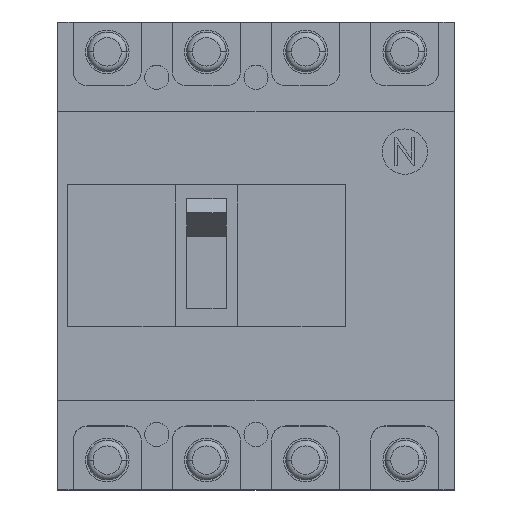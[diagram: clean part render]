
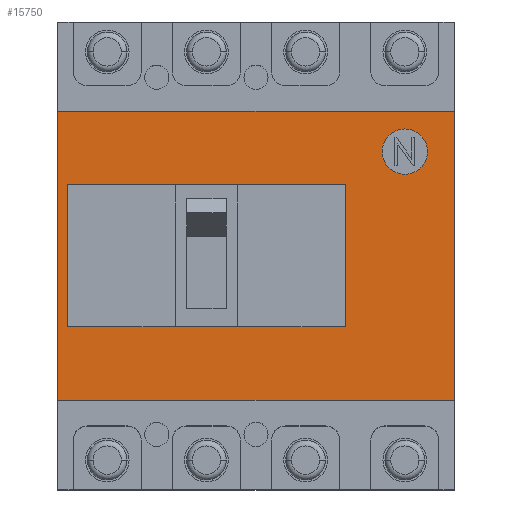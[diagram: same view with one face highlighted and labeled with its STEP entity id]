
A CAD part, top view. The second image highlights one B-rep face of the part: STEP entity #15750.
In plain terms, the highlighted planar face has unit normal (0, 0, 1).
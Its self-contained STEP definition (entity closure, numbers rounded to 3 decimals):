
#3320=CARTESIAN_POINT('',(87.5,51.,
-117.288));
#3330=DIRECTION('',(0.,-1.,0.));
#3340=VECTOR('',#3330,1.);
#3350=LINE('',#3320,#3340);
#3360=CARTESIAN_POINT('',(87.5,51.,
-117.288));
#3370=VERTEX_POINT('',#3360);
#3380=CARTESIAN_POINT('',(87.5,-51.,
-117.288));
#3390=VERTEX_POINT('',#3380);
#3400=EDGE_CURVE('',#3370,#3390,#3350,.T.);
#4080=CARTESIAN_POINT('',(-52.5,-51.,
-117.288));
#4090=VERTEX_POINT('',#4080);
#4580=CARTESIAN_POINT('',(-52.5,51.,
-117.288));
#4590=VERTEX_POINT('',#4580);
#4620=CARTESIAN_POINT('',(-52.5,0.,-117.288));
#4630=DIRECTION('',(0.,-1.,0.));
#4640=VECTOR('',#4630,1.);
#4650=LINE('',#4620,#4640);
#4660=EDGE_CURVE('',#4590,#4090,#4650,.T.);
#4840=CARTESIAN_POINT('',(0.,-51.,-117.288));
#4850=DIRECTION('',(-1.,0.,0.));
#4860=VECTOR('',#4850,1.);
#4870=LINE('',#4840,#4860);
#4880=EDGE_CURVE('',#3390,#4090,#4870,.T.);
#15040=CARTESIAN_POINT('',(0.,51.,-117.288));
#15050=DIRECTION('',(-1.,0.,0.));
#15060=VECTOR('',#15050,1.);
#15070=LINE('',#15040,#15060);
#15080=EDGE_CURVE('',#3370,#4590,#15070,.T.);
#15150=CARTESIAN_POINT('',(87.5,-51.,
-117.288));
#15160=DIRECTION('',(-0.,-0.,-1.));
#15170=DIRECTION('',(0.,-1.,0.));
#15180=AXIS2_PLACEMENT_3D('',#15150,#15160,#15170);
#15190=PLANE('',#15180);
#15200=ORIENTED_EDGE('',*,*,#3400,.F.);
#15210=ORIENTED_EDGE('',*,*,#4880,.F.);
#15220=ORIENTED_EDGE('',*,*,#4660,.T.);
#15230=ORIENTED_EDGE('',*,*,#15080,.T.);
#15240=EDGE_LOOP('',(#15230,#15220,#15210,#15200));
#15250=FACE_OUTER_BOUND('',#15240,.T.);
#15260=CARTESIAN_POINT('',(70.,36.75,
-117.288));
#15270=DIRECTION('',(0.,0.,1.));
#15280=DIRECTION('',(1.,0.,0.));
#15290=AXIS2_PLACEMENT_3D('',#15260,#15270,#15280);
#15300=CIRCLE('',#15290,8.);
#15310=CARTESIAN_POINT('',(78.,36.75,
-117.288));
#15320=VERTEX_POINT('',#15310);
#15330=CARTESIAN_POINT('',(62.,36.75,
-117.288));
#15340=VERTEX_POINT('',#15330);
#15350=EDGE_CURVE('',#15320,#15340,#15300,.T.);
#15360=ORIENTED_EDGE('',*,*,#15350,.F.);
#15370=EDGE_CURVE('',#15340,#15320,#15300,.T.);
#15380=ORIENTED_EDGE('',*,*,#15370,.F.);
#15390=EDGE_LOOP('',(#15380,#15360));
#15400=FACE_BOUND('',#15390,.T.);
#15410=CARTESIAN_POINT('',(0.,25.,-117.288));
#15420=DIRECTION('',(-1.,0.,0.));
#15430=VECTOR('',#15420,1.);
#15440=LINE('',#15410,#15430);
#15450=CARTESIAN_POINT('',(49.,25.,
-117.288));
#15460=VERTEX_POINT('',#15450);
#15470=CARTESIAN_POINT('',(-49.,25.,
-117.288));
#15480=VERTEX_POINT('',#15470);
#15490=EDGE_CURVE('',#15460,#15480,#15440,.T.);
#15500=ORIENTED_EDGE('',*,*,#15490,.F.);
#15510=CARTESIAN_POINT('',(-49.,0.,-117.288));
#15520=DIRECTION('',(0.,-1.,0.));
#15530=VECTOR('',#15520,1.);
#15540=LINE('',#15510,#15530);
#15550=CARTESIAN_POINT('',(-49.,-25.,
-117.288));
#15560=VERTEX_POINT('',#15550);
#15570=EDGE_CURVE('',#15480,#15560,#15540,.T.);
#15580=ORIENTED_EDGE('',*,*,#15570,.F.);
#15590=CARTESIAN_POINT('',(0.,-25.,-117.288));
#15600=DIRECTION('',(1.,0.,0.));
#15610=VECTOR('',#15600,1.);
#15620=LINE('',#15590,#15610);
#15630=CARTESIAN_POINT('',(49.,-25.,
-117.288));
#15640=VERTEX_POINT('',#15630);
#15650=EDGE_CURVE('',#15560,#15640,#15620,.T.);
#15660=ORIENTED_EDGE('',*,*,#15650,.F.);
#15670=CARTESIAN_POINT('',(49.,0.,-117.288));
#15680=DIRECTION('',(0.,-1.,0.));
#15690=VECTOR('',#15680,1.);
#15700=LINE('',#15670,#15690);
#15710=EDGE_CURVE('',#15460,#15640,#15700,.T.);
#15720=ORIENTED_EDGE('',*,*,#15710,.T.);
#15730=EDGE_LOOP('',(#15720,#15660,#15580,#15500));
#15740=FACE_BOUND('',#15730,.T.);
#15750=ADVANCED_FACE('',(#15250,#15400,#15740),#15190,.F.);
